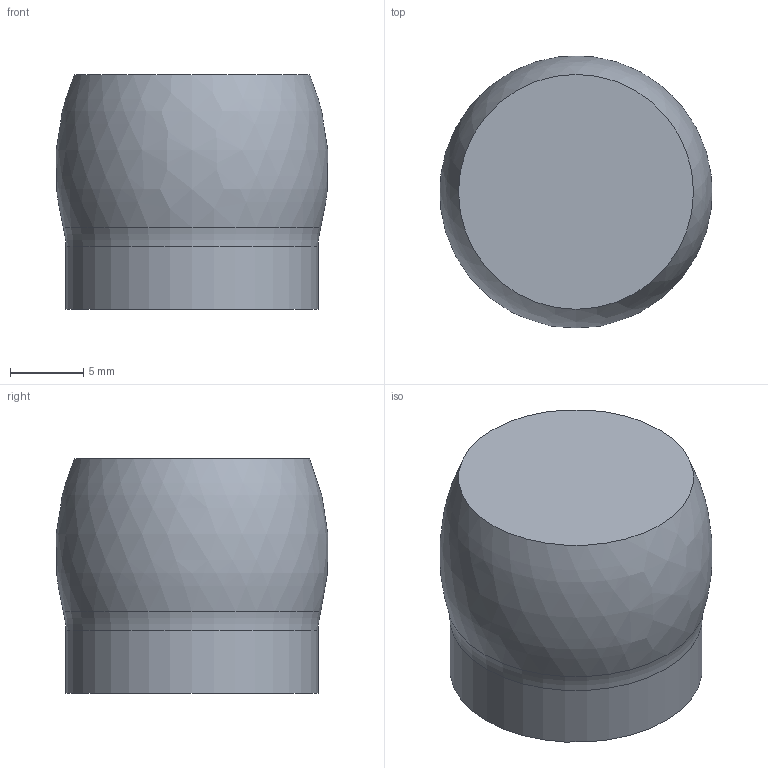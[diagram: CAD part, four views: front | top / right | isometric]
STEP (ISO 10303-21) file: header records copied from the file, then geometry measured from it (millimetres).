
FILE_DESCRIPTION(/* description */ (''),/* implementation_level */ '2;1');
FILE_NAME(/* name */ 'Knob.step',/* time_stamp */ '2022-12-15T11:01:13+01:00',/* author */ (''),/* organization */ (''),/* preprocessor_version */ 'ST-DEVELOPER v19.2',/* originating_system */ 'Autodesk Translation Framework v11.17.0.187',/* authorisation */ '');
FILE_SCHEMA (('AUTOMOTIVE_DESIGN { 1 0 10303 214 3 1 1 }'));
Length unit declared in the file: millimetre
Products named in the file (1): Knob
Bounding box: 18.5 x 18.5 x 16 mm (x, y, z)
Volume: 3028.8 mm3; surface area: 2218 mm2
Topology: 1 solids, 1 shells, 19 faces, 39 edges, 25 vertices
Faces by surface type: plane 9, cylinder 6, cone 2, torus 1, bspline 1
Full cylindrical faces by diameter (mm): 9.55 x1, 10.7 x1, 17.2 x1
Entity records: 565 total; most frequent: CARTESIAN_POINT 116, DIRECTION 94, ORIENTED_EDGE 78, EDGE_CURVE 39, AXIS2_PLACEMENT_3D 38, VERTEX_POINT 25, EDGE_LOOP 22, FACE_OUTER_BOUND 19
